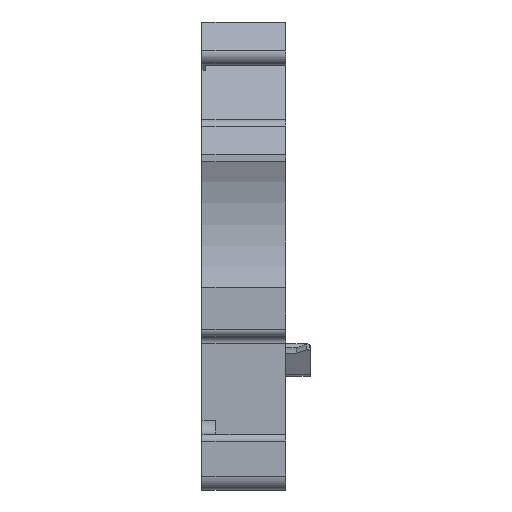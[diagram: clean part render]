
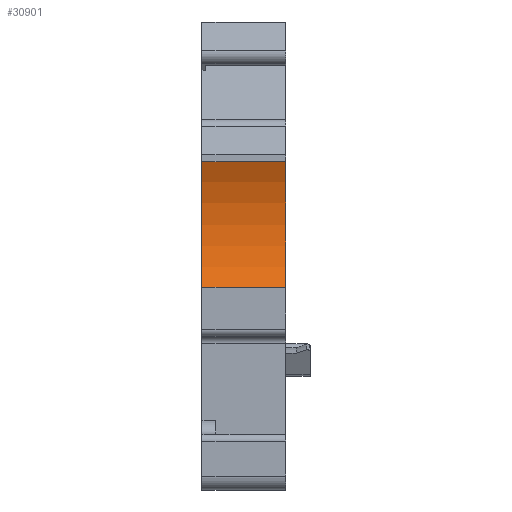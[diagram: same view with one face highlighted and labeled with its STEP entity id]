
A CAD part, left-side view. The second image highlights one B-rep face of the part: STEP entity #30901.
In plain terms, the highlighted cylindrical face has radius 10.62 mm (diameter 21.24 mm), a partial arc.
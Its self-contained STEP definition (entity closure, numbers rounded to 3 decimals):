
#202=CYLINDRICAL_SURFACE('',#32264,10.62);
#485=CIRCLE('',#32016,10.62);
#565=CIRCLE('',#32265,10.62);
#4385=ORIENTED_EDGE('',*,*,#9731,.F.);
#4386=ORIENTED_EDGE('',*,*,#9732,.F.);
#4387=ORIENTED_EDGE('',*,*,#9733,.F.);
#4388=ORIENTED_EDGE('',*,*,#9296,.F.);
#9296=EDGE_CURVE('',#12265,#12266,#485,.F.);
#9731=EDGE_CURVE('',#12554,#12265,#14788,.F.);
#9732=EDGE_CURVE('',#12555,#12554,#565,.T.);
#9733=EDGE_CURVE('',#12266,#12555,#14789,.T.);
#12265=VERTEX_POINT('',#46653);
#12266=VERTEX_POINT('',#46655);
#12554=VERTEX_POINT('',#47768);
#12555=VERTEX_POINT('',#47772);
#14788=LINE('',#47769,#17324);
#14789=LINE('',#47773,#17325);
#17324=VECTOR('',#36019,1000.);
#17325=VECTOR('',#36024,1000.);
#19301=EDGE_LOOP('',(#4385,#4386,#4387,#4388));
#20602=FACE_BOUND('',#19301,.T.);
#30901=ADVANCED_FACE('',(#20602),#202,.F.);
#32016=AXIS2_PLACEMENT_3D('',#46654,#35186,#35187);
#32264=AXIS2_PLACEMENT_3D('',#47770,#36020,#36021);
#32265=AXIS2_PLACEMENT_3D('',#47771,#36022,#36023);
#35186=DIRECTION('',(0.,1.,0.));
#35187=DIRECTION('',(0.,0.,1.));
#36019=DIRECTION('',(0.,-1.,0.));
#36020=DIRECTION('',(0.,-1.,0.));
#36021=DIRECTION('',(0.,0.,-1.));
#36022=DIRECTION('',(0.,1.,0.));
#36023=DIRECTION('',(-1.,0.,0.));
#36024=DIRECTION('',(0.,-1.,0.));
#46653=CARTESIAN_POINT('',(-49.75,0.,-2.25));
#46654=CARTESIAN_POINT('',(-59.369,0.,2.25));
#46655=CARTESIAN_POINT('',(-49.75,0.,6.75));
#47768=CARTESIAN_POINT('',(-49.75,-6.,-2.25));
#47769=CARTESIAN_POINT('',(-49.75,86.489,-2.25));
#47770=CARTESIAN_POINT('',(-59.369,86.489,2.25));
#47771=CARTESIAN_POINT('',(-59.369,-6.,2.25));
#47772=CARTESIAN_POINT('',(-49.75,-6.,6.75));
#47773=CARTESIAN_POINT('',(-49.75,86.489,6.75));
